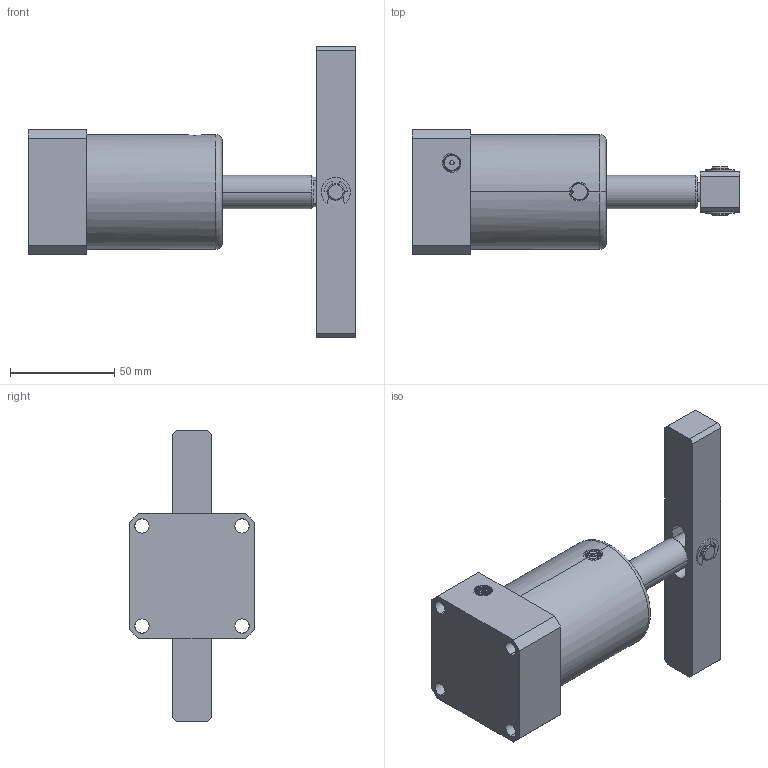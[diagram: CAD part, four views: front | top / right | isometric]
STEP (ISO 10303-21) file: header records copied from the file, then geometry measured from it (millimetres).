
FILE_DESCRIPTION (( 'STEP AP203' ), '1' );
FILE_NAME ('ASC-40D-E.STEP', '2019-05-13T10:44:32', ( 'User' ), ( 'china' ), 'SwSTEP 2.0', 'SolidWorks 2018', '' );
FILE_SCHEMA (( 'CONFIG_CONTROL_DESIGN' ));
Length unit declared in the file: millimetre
Products named in the file (6): ASC-40EBT; ASC-40D-EHSG; ASC-40DYB_1; KKDC_1; XDIAO_1; ASC-40D-E
Assembly tree (6 placements, depth 2):
  ASC-40D-E
    ASC-40EBT
    ASC-40D-EHSG
    ASC-40DYB_1
    KKDC_1  x2
    XDIAO_1
Bounding box: 157 x 60 x 140 mm (x, y, z)
Volume: 254294.3 mm3; surface area: 59557.7 mm2
Topology: 6 solids, 7 shells, 196 faces, 597 edges, 422 vertices
Faces by surface type: cylinder 90, plane 57, cone 30, bspline 13, torus 6
Entity records: 19663 total; most frequent: CARTESIAN_POINT 14464, ORIENTED_EDGE 1098, DIRECTION 734, EDGE_CURVE 549, VERTEX_POINT 390, AXIS2_PLACEMENT_3D 279, B_SPLINE_CURVE_WITH_KNOTS 268, EDGE_LOOP 207
